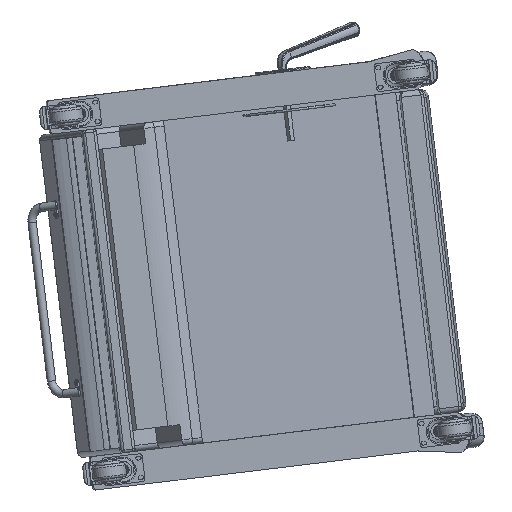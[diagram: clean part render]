
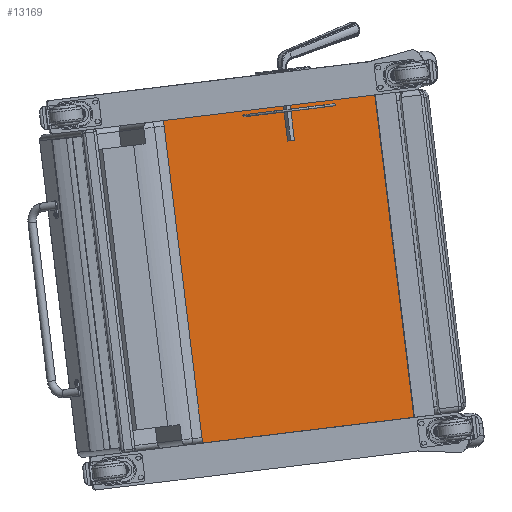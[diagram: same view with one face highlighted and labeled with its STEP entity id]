
A CAD part, front view. The second image highlights one B-rep face of the part: STEP entity #13169.
In plain terms, the highlighted face is planar.
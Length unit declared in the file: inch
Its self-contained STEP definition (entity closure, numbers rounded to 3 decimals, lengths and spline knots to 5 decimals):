
#2644=FACE_OUTER_BOUND('',#3502,.T.);
#3502=EDGE_LOOP('',(#10596,#10597,#10598,#10599));
#4461=LINE('',#27145,#5247);
#4468=LINE('',#27159,#5254);
#4470=LINE('',#27162,#5256);
#4476=LINE('',#27179,#5262);
#5247=VECTOR('',#17576,0.3937);
#5254=VECTOR('',#17585,0.3937);
#5256=VECTOR('',#17589,0.3937);
#5262=VECTOR('',#17605,0.3937);
#6182=VERTEX_POINT('',#27142);
#6183=VERTEX_POINT('',#27144);
#6188=VERTEX_POINT('',#27156);
#6189=VERTEX_POINT('',#27158);
#7751=EDGE_CURVE('',#6182,#6183,#4461,.T.);
#7758=EDGE_CURVE('',#6188,#6189,#4468,.T.);
#7760=EDGE_CURVE('',#6182,#6189,#4470,.T.);
#7766=EDGE_CURVE('',#6188,#6183,#4476,.T.);
#10596=ORIENTED_EDGE('',*,*,#7766,.T.);
#10597=ORIENTED_EDGE('',*,*,#7751,.F.);
#10598=ORIENTED_EDGE('',*,*,#7760,.T.);
#10599=ORIENTED_EDGE('',*,*,#7758,.F.);
#12612=PLANE('',#14713);
#13169=ADVANCED_FACE('',(#2644),#12612,.T.);
#14713=AXIS2_PLACEMENT_3D('',#27180,#17606,#17607);
#17576=DIRECTION('',(1.,0.,0.));
#17585=DIRECTION('',(-1.,0.,0.));
#17589=DIRECTION('',(0.,0.,-1.));
#17605=DIRECTION('',(0.,0.,1.));
#17606=DIRECTION('center_axis',(0.,-1.,0.));
#17607=DIRECTION('ref_axis',(1.,0.,0.));
#27142=CARTESIAN_POINT('',(-12.33407,-1.97439,14.5));
#27144=CARTESIAN_POINT('',(6.68333,-1.97439,14.5));
#27145=CARTESIAN_POINT('',(-12.33407,-1.97439,14.5));
#27156=CARTESIAN_POINT('',(6.68333,-1.97439,-14.5));
#27158=CARTESIAN_POINT('',(-12.33407,-1.97439,-14.5));
#27159=CARTESIAN_POINT('',(-12.33407,-1.97439,-14.5));
#27162=CARTESIAN_POINT('',(-12.33407,-1.97439,0.));
#27179=CARTESIAN_POINT('',(6.68333,-1.97439,0.));
#27180=CARTESIAN_POINT('Origin',(-12.33407,-1.97439,0.));
